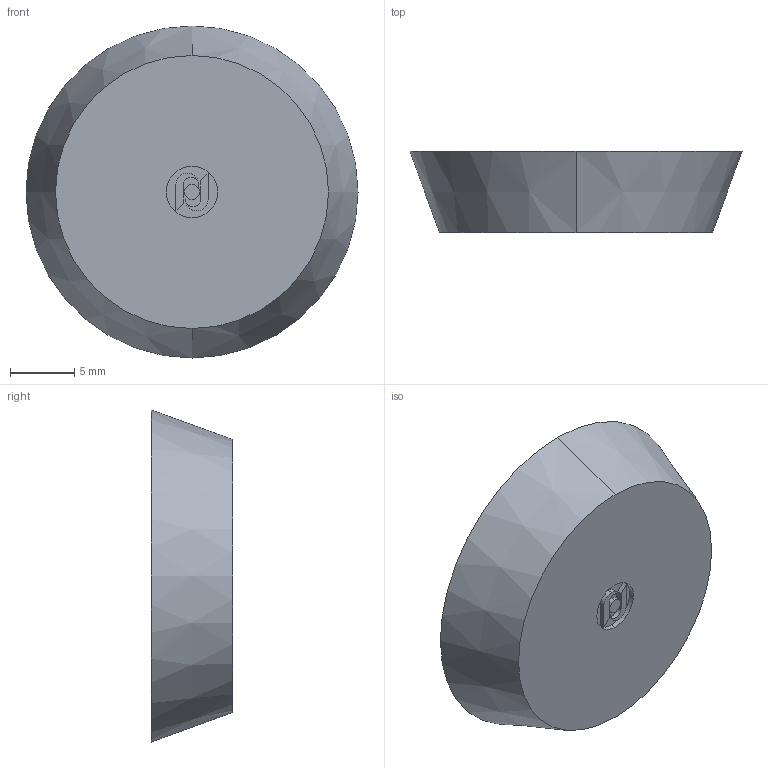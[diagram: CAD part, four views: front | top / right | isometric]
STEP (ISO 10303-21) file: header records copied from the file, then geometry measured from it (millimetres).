
FILE_DESCRIPTION (( 'STEP AP214' ), '1' );
FILE_NAME ('0605200290300A.STEP', '2012-10-22T14:50:49', ( '' ), ( '' ), 'SwSTEP 2.0', 'SolidWorks 2012', '' );
FILE_SCHEMA (( 'AUTOMOTIVE_DESIGN' ));
Length unit declared in the file: millimetre
Products named in the file (1): 0605200290300A
Bounding box: 25.8 x 6.3 x 25.8 mm (x, y, z)
Volume: 1969.5 mm3; surface area: 1597.6 mm2
Topology: 1 solids, 1 shells, 33 faces, 72 edges, 46 vertices
Faces by surface type: plane 13, cylinder 10, cone 6, bspline 4
Entity records: 990 total; most frequent: CARTESIAN_POINT 224, DIRECTION 162, ORIENTED_EDGE 144, EDGE_CURVE 72, AXIS2_PLACEMENT_3D 64, VERTEX_POINT 46, EDGE_LOOP 38, LINE 34
